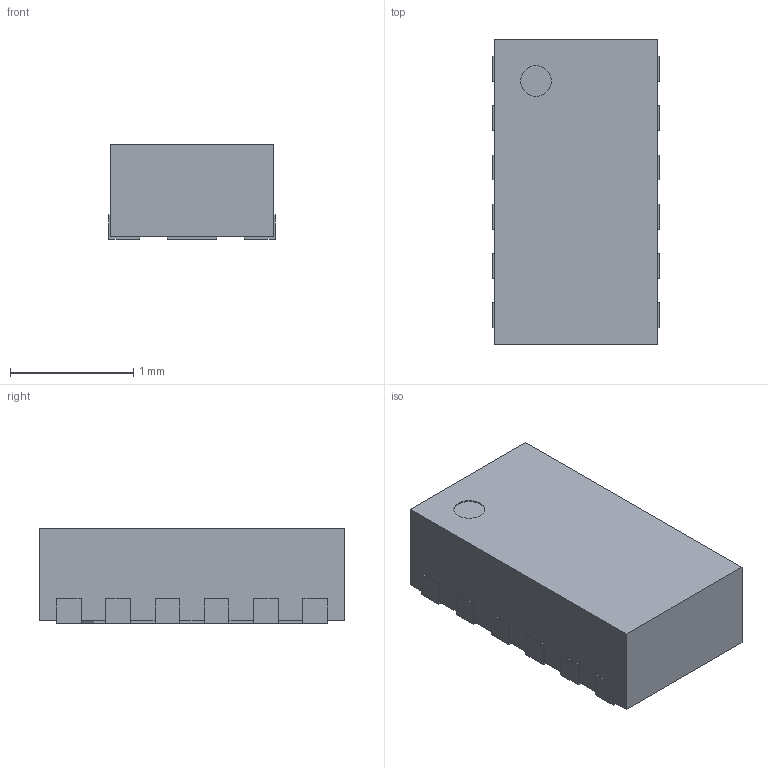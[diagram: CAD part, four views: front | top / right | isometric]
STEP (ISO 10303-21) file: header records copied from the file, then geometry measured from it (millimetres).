
FILE_DESCRIPTION(/* description */ ('model of WSON-12-1EP_1.35x2.5mm_P0.4mm_EP0.4x2mm'),/* implementation_level */ '2;1');
FILE_NAME(/* name */ 'WSON-12-1EP_1.35x2.5mm_P0.4mm_EP0.4x2mm.step',/* time_stamp */ '2018-07-04T18:38:02',/* author */ ('kicad StepUp','ksu'),/* organization */ ('FreeCAD'),/* preprocessor_version */ 'OCC',/* originating_system */ 'kicad StepUp',/* authorisation */ '');
FILE_SCHEMA(('AUTOMOTIVE_DESIGN_CC2 { 1 2 10303 214 -1 1 5 4 }'));
Length unit declared in the file: millimetre
Products named in the file (1): WSON_12_1EP_135x25mm_P04mm_EP04x2mm
Bounding box: 1.35 x 2.48 x 0.77 mm (x, y, z)
Volume: 2.5 mm3; surface area: 12.7 mm2
Topology: 1 solids, 1 shells, 86 faces, 246 edges, 164 vertices
Faces by surface type: plane 85, cylinder 1
Full cylindrical faces by diameter (mm): 0.25 x1
Entity records: 3136 total; most frequent: PCURVE 468, ORIENTED_EDGE 462, CARTESIAN_POINT 441, LINE 299, EDGE_CURVE 246, SURFACE_CURVE 233, VERTEX_POINT 164, DEFINITIONAL_REPRESENTATION 134
